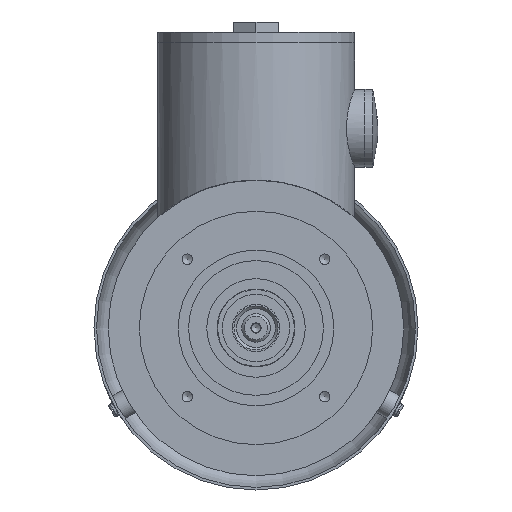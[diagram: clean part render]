
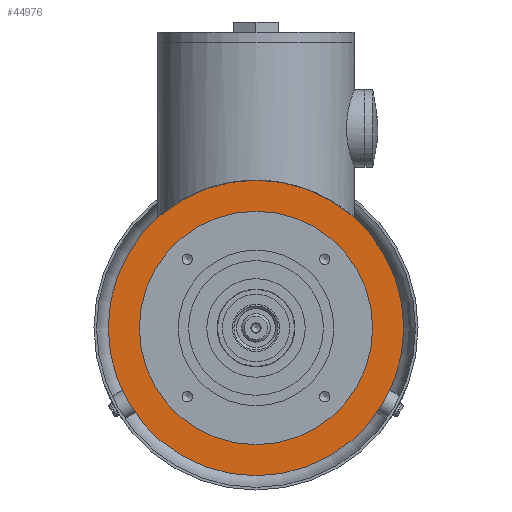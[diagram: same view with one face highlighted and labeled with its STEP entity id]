
A CAD part, left-side view. The second image highlights one B-rep face of the part: STEP entity #44976.
In plain terms, the highlighted planar face has unit normal (-1, 0, 0).
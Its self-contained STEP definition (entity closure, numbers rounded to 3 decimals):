
#17085=PLANE('',#43853);
#19666=ORIENTED_EDGE('',*,*,#23141,.F.);
#19667=ORIENTED_EDGE('',*,*,#23026,.T.);
#20671=CIRCLE('',#43733,45.);
#20754=CIRCLE('',#43852,57.);
#21642=VERTEX_POINT('',#40207);
#21744=VERTEX_POINT('',#40756);
#23026=EDGE_CURVE('',#21642,#21642,#20671,.T.);
#23141=EDGE_CURVE('',#21744,#21744,#20754,.T.);
#24274=EDGE_LOOP('',(#19666));
#24275=EDGE_LOOP('',(#19667));
#25372=FACE_BOUND('',#24274,.T.);
#25373=FACE_BOUND('',#24275,.T.);
#28667=DIRECTION('',(1.,0.,0.));
#28668=DIRECTION('',(0.,45.,0.));
#28920=DIRECTION('',(1.,0.,0.));
#28921=DIRECTION('',(0.,57.,0.));
#28922=DIRECTION('',(-1.,0.,0.));
#28923=DIRECTION('',(0.,1.,0.));
#40207=CARTESIAN_POINT('',(-19.,45.,0.));
#40208=CARTESIAN_POINT('',(-19.,0.,0.));
#40756=CARTESIAN_POINT('',(-19.,57.,0.));
#40757=CARTESIAN_POINT('',(-19.,0.,0.));
#40758=CARTESIAN_POINT('',(-19.,57.,0.));
#43733=AXIS2_PLACEMENT_3D('',#40208,#28667,#28668);
#43852=AXIS2_PLACEMENT_3D('',#40757,#28920,#28921);
#43853=AXIS2_PLACEMENT_3D('',#40758,#28922,#28923);
#44976=ADVANCED_FACE('',(#25372,#25373),#17085,.T.);
